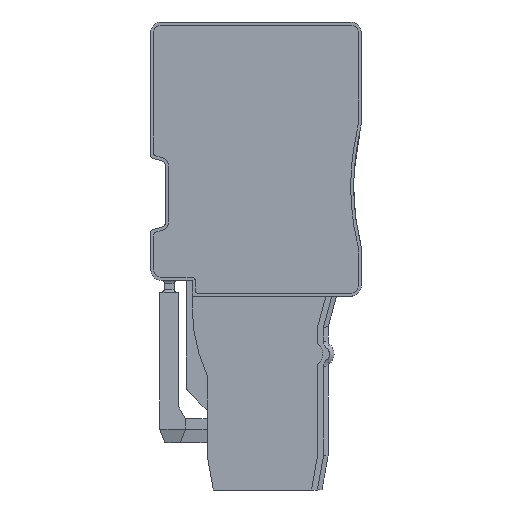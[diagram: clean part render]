
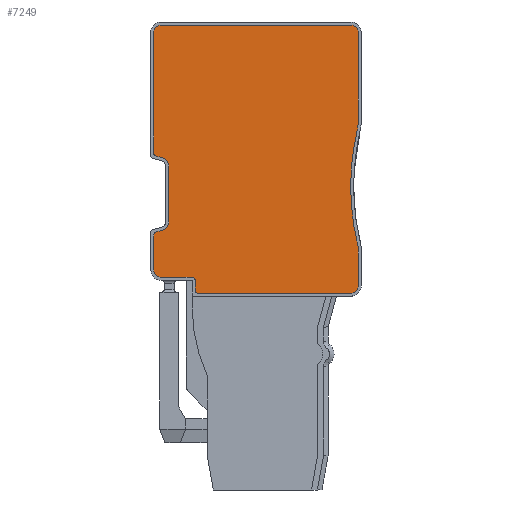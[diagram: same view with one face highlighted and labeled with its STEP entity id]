
A CAD part, left-side view. The second image highlights one B-rep face of the part: STEP entity #7249.
In plain terms, the highlighted planar face has unit normal (-1, 0, 0).
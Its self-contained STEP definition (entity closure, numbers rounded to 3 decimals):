
#2800=AXIS2_PLACEMENT_3D('Circle Axis2P3D',#2798,#2799,$) ;
#2848=AXIS2_PLACEMENT_3D('Circle Axis2P3D',#2846,#2847,$) ;
#2896=AXIS2_PLACEMENT_3D('Circle Axis2P3D',#2894,#2895,$) ;
#2969=AXIS2_PLACEMENT_3D('Circle Axis2P3D',#2967,#2968,$) ;
#2993=AXIS2_PLACEMENT_3D('Circle Axis2P3D',#2991,#2992,$) ;
#3017=AXIS2_PLACEMENT_3D('Circle Axis2P3D',#3015,#3016,$) ;
#3065=AXIS2_PLACEMENT_3D('Circle Axis2P3D',#3063,#3064,$) ;
#3113=AXIS2_PLACEMENT_3D('Circle Axis2P3D',#3111,#3112,$) ;
#3161=AXIS2_PLACEMENT_3D('Circle Axis2P3D',#3159,#3160,$) ;
#3209=AXIS2_PLACEMENT_3D('Circle Axis2P3D',#3207,#3208,$) ;
#3307=AXIS2_PLACEMENT_3D('Circle Axis2P3D',#3305,#3306,$) ;
#3355=AXIS2_PLACEMENT_3D('Circle Axis2P3D',#3353,#3354,$) ;
#7220=AXIS2_PLACEMENT_3D('Plane Axis2P3D',#7217,#7218,#7219) ;
#2771=CARTESIAN_POINT('Vertex',(0.,13.18,22.079)) ;
#2774=CARTESIAN_POINT('Line Origine',(0.,13.421,22.157)) ;
#2778=CARTESIAN_POINT('Vertex',(0.,13.662,22.235)) ;
#2798=CARTESIAN_POINT('Axis2P3D Location',(0.,13.6,22.426)) ;
#2802=CARTESIAN_POINT('Vertex',(0.,13.8,22.426)) ;
#2822=CARTESIAN_POINT('Line Origine',(0.,13.8,26.438)) ;
#2826=CARTESIAN_POINT('Vertex',(0.,13.8,30.45)) ;
#2846=CARTESIAN_POINT('Axis2P3D Location',(0.,13.3,30.45)) ;
#2850=CARTESIAN_POINT('Vertex',(0.,13.3,30.95)) ;
#2870=CARTESIAN_POINT('Line Origine',(0.,7.,30.95)) ;
#2874=CARTESIAN_POINT('Vertex',(0.,0.7,30.95)) ;
#2894=CARTESIAN_POINT('Axis2P3D Location',(0.,0.7,30.45)) ;
#2898=CARTESIAN_POINT('Vertex',(0.,0.2,30.45)) ;
#2918=CARTESIAN_POINT('Line Origine',(0.,0.2,27.5)) ;
#2922=CARTESIAN_POINT('Vertex',(0.,0.2,24.55)) ;
#2943=CARTESIAN_POINT('Control Point',(0.,0.278,23.876)) ;
#2944=CARTESIAN_POINT('Control Point',(0.,0.226,24.096)) ;
#2945=CARTESIAN_POINT('Control Point',(0.,0.2,24.323)) ;
#2946=CARTESIAN_POINT('Control Point',(0.,0.2,24.55)) ;
#2947=CARTESIAN_POINT('Vertex',(0.,0.278,23.876)) ;
#2967=CARTESIAN_POINT('Axis2P3D Location',(0.,-15.5,20.2)) ;
#2971=CARTESIAN_POINT('Vertex',(0.,0.7,20.2)) ;
#2991=CARTESIAN_POINT('Axis2P3D Location',(0.,-15.5,20.2)) ;
#2995=CARTESIAN_POINT('Vertex',(0.,0.206,16.23)) ;
#3015=CARTESIAN_POINT('Axis2P3D Location',(0.,0.4,16.181)) ;
#3019=CARTESIAN_POINT('Vertex',(0.,0.2,16.181)) ;
#3039=CARTESIAN_POINT('Line Origine',(0.,0.2,14.891)) ;
#3043=CARTESIAN_POINT('Vertex',(0.,0.2,13.6)) ;
#3063=CARTESIAN_POINT('Axis2P3D Location',(0.,0.7,13.6)) ;
#3067=CARTESIAN_POINT('Vertex',(0.,0.7,13.1)) ;
#3087=CARTESIAN_POINT('Line Origine',(0.,5.775,13.1)) ;
#3091=CARTESIAN_POINT('Vertex',(0.,10.85,13.1)) ;
#3111=CARTESIAN_POINT('Axis2P3D Location',(0.,10.85,13.3)) ;
#3115=CARTESIAN_POINT('Vertex',(0.,11.05,13.3)) ;
#3135=CARTESIAN_POINT('Line Origine',(0.,11.05,13.625)) ;
#3139=CARTESIAN_POINT('Vertex',(0.,11.05,13.95)) ;
#3159=CARTESIAN_POINT('Axis2P3D Location',(0.,11.25,13.95)) ;
#3163=CARTESIAN_POINT('Vertex',(0.,11.25,14.15)) ;
#3183=CARTESIAN_POINT('Line Origine',(0.,12.275,14.15)) ;
#3187=CARTESIAN_POINT('Vertex',(0.,13.3,14.15)) ;
#3207=CARTESIAN_POINT('Axis2P3D Location',(0.,13.3,14.65)) ;
#3211=CARTESIAN_POINT('Vertex',(0.,13.8,14.65)) ;
#3231=CARTESIAN_POINT('Line Origine',(0.,13.8,15.812)) ;
#3235=CARTESIAN_POINT('Vertex',(0.,13.8,16.974)) ;
#3256=CARTESIAN_POINT('Control Point',(0.,13.662,17.165)) ;
#3257=CARTESIAN_POINT('Control Point',(0.,13.722,17.145)) ;
#3258=CARTESIAN_POINT('Control Point',(0.,13.773,17.1)) ;
#3259=CARTESIAN_POINT('Control Point',(0.,13.8,17.037)) ;
#3260=CARTESIAN_POINT('Control Point',(0.,13.8,16.974)) ;
#3261=CARTESIAN_POINT('Vertex',(0.,13.662,17.165)) ;
#3281=CARTESIAN_POINT('Line Origine',(0.,13.421,17.243)) ;
#3285=CARTESIAN_POINT('Vertex',(0.,13.18,17.321)) ;
#3305=CARTESIAN_POINT('Axis2P3D Location',(0.,13.35,17.844)) ;
#3309=CARTESIAN_POINT('Vertex',(0.,12.8,17.844)) ;
#3329=CARTESIAN_POINT('Line Origine',(0.,12.8,19.7)) ;
#3333=CARTESIAN_POINT('Vertex',(0.,12.8,21.556)) ;
#3353=CARTESIAN_POINT('Axis2P3D Location',(0.,13.35,21.556)) ;
#7217=CARTESIAN_POINT('Axis2P3D Location',(0.,6.8,12.9)) ;
#2775=DIRECTION('Vector Direction',(0.,0.951,0.309)) ;
#2799=DIRECTION('Axis2P3D Direction',(-1.,0.,0.)) ;
#2823=DIRECTION('Vector Direction',(0.,0.,1.)) ;
#2847=DIRECTION('Axis2P3D Direction',(-1.,0.,0.)) ;
#2871=DIRECTION('Vector Direction',(0.,-1.,0.)) ;
#2895=DIRECTION('Axis2P3D Direction',(-1.,0.,0.)) ;
#2919=DIRECTION('Vector Direction',(0.,0.,-1.)) ;
#2968=DIRECTION('Axis2P3D Direction',(-1.,0.,0.)) ;
#2992=DIRECTION('Axis2P3D Direction',(-1.,0.,0.)) ;
#3016=DIRECTION('Axis2P3D Direction',(-1.,0.,0.)) ;
#3040=DIRECTION('Vector Direction',(0.,0.,-1.)) ;
#3064=DIRECTION('Axis2P3D Direction',(-1.,0.,0.)) ;
#3088=DIRECTION('Vector Direction',(0.,1.,0.)) ;
#3112=DIRECTION('Axis2P3D Direction',(-1.,0.,0.)) ;
#3136=DIRECTION('Vector Direction',(0.,0.,1.)) ;
#3160=DIRECTION('Axis2P3D Direction',(-1.,0.,0.)) ;
#3184=DIRECTION('Vector Direction',(0.,1.,0.)) ;
#3208=DIRECTION('Axis2P3D Direction',(-1.,0.,0.)) ;
#3232=DIRECTION('Vector Direction',(0.,0.,1.)) ;
#3282=DIRECTION('Vector Direction',(0.,-0.951,0.309)) ;
#3306=DIRECTION('Axis2P3D Direction',(-1.,0.,0.)) ;
#3330=DIRECTION('Vector Direction',(0.,0.,1.)) ;
#3354=DIRECTION('Axis2P3D Direction',(-1.,0.,0.)) ;
#7218=DIRECTION('Axis2P3D Direction',(1.,0.,-0.)) ;
#7219=DIRECTION('Axis2P3D XDirection',(0.,1.,0.)) ;
#2776=VECTOR('Line Direction',#2775,1.) ;
#2824=VECTOR('Line Direction',#2823,1.) ;
#2872=VECTOR('Line Direction',#2871,1.) ;
#2920=VECTOR('Line Direction',#2919,1.) ;
#3041=VECTOR('Line Direction',#3040,1.) ;
#3089=VECTOR('Line Direction',#3088,1.) ;
#3137=VECTOR('Line Direction',#3136,1.) ;
#3185=VECTOR('Line Direction',#3184,1.) ;
#3233=VECTOR('Line Direction',#3232,1.) ;
#3283=VECTOR('Line Direction',#3282,1.) ;
#3331=VECTOR('Line Direction',#3330,1.) ;
#7223=ORIENTED_EDGE('',*,*,#2780,.F.) ;
#7224=ORIENTED_EDGE('',*,*,#3357,.F.) ;
#7225=ORIENTED_EDGE('',*,*,#3335,.F.) ;
#7226=ORIENTED_EDGE('',*,*,#3311,.F.) ;
#7227=ORIENTED_EDGE('',*,*,#3287,.F.) ;
#7228=ORIENTED_EDGE('',*,*,#3263,.F.) ;
#7229=ORIENTED_EDGE('',*,*,#3237,.F.) ;
#7230=ORIENTED_EDGE('',*,*,#3213,.F.) ;
#7231=ORIENTED_EDGE('',*,*,#3189,.F.) ;
#7232=ORIENTED_EDGE('',*,*,#3165,.F.) ;
#7233=ORIENTED_EDGE('',*,*,#3141,.F.) ;
#7234=ORIENTED_EDGE('',*,*,#3117,.F.) ;
#7235=ORIENTED_EDGE('',*,*,#3093,.F.) ;
#7236=ORIENTED_EDGE('',*,*,#3069,.F.) ;
#7237=ORIENTED_EDGE('',*,*,#3045,.F.) ;
#7238=ORIENTED_EDGE('',*,*,#3021,.F.) ;
#7239=ORIENTED_EDGE('',*,*,#2997,.F.) ;
#7240=ORIENTED_EDGE('',*,*,#2973,.F.) ;
#7241=ORIENTED_EDGE('',*,*,#2949,.F.) ;
#7242=ORIENTED_EDGE('',*,*,#2924,.F.) ;
#7243=ORIENTED_EDGE('',*,*,#2900,.F.) ;
#7244=ORIENTED_EDGE('',*,*,#2876,.F.) ;
#7245=ORIENTED_EDGE('',*,*,#2852,.F.) ;
#7246=ORIENTED_EDGE('',*,*,#2828,.F.) ;
#7247=ORIENTED_EDGE('',*,*,#2804,.F.) ;
#7249=ADVANCED_FACE('Brep With Voids',(#7248),#7221,.F.) ;
#2942=B_SPLINE_CURVE_WITH_KNOTS('',3,(#2943,#2944,#2945,#2946),.UNSPECIFIED.,.F.,.U.,(4,4),(-0.34,0.34),.UNSPECIFIED.) ;
#3255=B_SPLINE_CURVE_WITH_KNOTS('',4,(#3256,#3257,#3258,#3259,#3260),.UNSPECIFIED.,.F.,.U.,(5,5),(-0.126,0.126),.UNSPECIFIED.) ;
#2801=CIRCLE('generated circle',#2800,0.2) ;
#2849=CIRCLE('generated circle',#2848,0.5) ;
#2897=CIRCLE('generated circle',#2896,0.5) ;
#2970=CIRCLE('generated circle',#2969,16.2) ;
#2994=CIRCLE('generated circle',#2993,16.2) ;
#3018=CIRCLE('generated circle',#3017,0.2) ;
#3066=CIRCLE('generated circle',#3065,0.5) ;
#3114=CIRCLE('generated circle',#3113,0.2) ;
#3162=CIRCLE('generated circle',#3161,0.2) ;
#3210=CIRCLE('generated circle',#3209,0.5) ;
#3308=CIRCLE('generated circle',#3307,0.55) ;
#3356=CIRCLE('generated circle',#3355,0.55) ;
#2780=EDGE_CURVE('',#2772,#2779,#2777,.T.) ;
#2804=EDGE_CURVE('',#2779,#2803,#2801,.F.) ;
#2828=EDGE_CURVE('',#2803,#2827,#2825,.T.) ;
#2852=EDGE_CURVE('',#2827,#2851,#2849,.F.) ;
#2876=EDGE_CURVE('',#2851,#2875,#2873,.T.) ;
#2900=EDGE_CURVE('',#2875,#2899,#2897,.F.) ;
#2924=EDGE_CURVE('',#2899,#2923,#2921,.T.) ;
#2949=EDGE_CURVE('',#2923,#2948,#2942,.F.) ;
#2973=EDGE_CURVE('',#2948,#2972,#2970,.T.) ;
#2997=EDGE_CURVE('',#2972,#2996,#2994,.T.) ;
#3021=EDGE_CURVE('',#2996,#3020,#3018,.F.) ;
#3045=EDGE_CURVE('',#3020,#3044,#3042,.T.) ;
#3069=EDGE_CURVE('',#3044,#3068,#3066,.F.) ;
#3093=EDGE_CURVE('',#3068,#3092,#3090,.T.) ;
#3117=EDGE_CURVE('',#3092,#3116,#3114,.F.) ;
#3141=EDGE_CURVE('',#3116,#3140,#3138,.T.) ;
#3165=EDGE_CURVE('',#3140,#3164,#3162,.T.) ;
#3189=EDGE_CURVE('',#3164,#3188,#3186,.T.) ;
#3213=EDGE_CURVE('',#3188,#3212,#3210,.F.) ;
#3237=EDGE_CURVE('',#3212,#3236,#3234,.T.) ;
#3263=EDGE_CURVE('',#3236,#3262,#3255,.F.) ;
#3287=EDGE_CURVE('',#3262,#3286,#3284,.T.) ;
#3311=EDGE_CURVE('',#3286,#3310,#3308,.T.) ;
#3335=EDGE_CURVE('',#3310,#3334,#3332,.T.) ;
#3357=EDGE_CURVE('',#3334,#2772,#3356,.T.) ;
#7222=EDGE_LOOP('',(#7223,#7224,#7225,#7226,#7227,#7228,#7229,#7230,#7231,#7232,#7233,#7234,#7235,#7236,#7237,#7238,#7239,#7240,#7241,#7242,#7243,#7244,#7245,#7246,#7247)) ;
#7248=FACE_OUTER_BOUND('',#7222,.T.) ;
#2777=LINE('Line',#2774,#2776) ;
#2825=LINE('Line',#2822,#2824) ;
#2873=LINE('Line',#2870,#2872) ;
#2921=LINE('Line',#2918,#2920) ;
#3042=LINE('Line',#3039,#3041) ;
#3090=LINE('Line',#3087,#3089) ;
#3138=LINE('Line',#3135,#3137) ;
#3186=LINE('Line',#3183,#3185) ;
#3234=LINE('Line',#3231,#3233) ;
#3284=LINE('Line',#3281,#3283) ;
#3332=LINE('Line',#3329,#3331) ;
#7221=PLANE('',#7220) ;
#2772=VERTEX_POINT('',#2771) ;
#2779=VERTEX_POINT('',#2778) ;
#2803=VERTEX_POINT('',#2802) ;
#2827=VERTEX_POINT('',#2826) ;
#2851=VERTEX_POINT('',#2850) ;
#2875=VERTEX_POINT('',#2874) ;
#2899=VERTEX_POINT('',#2898) ;
#2923=VERTEX_POINT('',#2922) ;
#2948=VERTEX_POINT('',#2947) ;
#2972=VERTEX_POINT('',#2971) ;
#2996=VERTEX_POINT('',#2995) ;
#3020=VERTEX_POINT('',#3019) ;
#3044=VERTEX_POINT('',#3043) ;
#3068=VERTEX_POINT('',#3067) ;
#3092=VERTEX_POINT('',#3091) ;
#3116=VERTEX_POINT('',#3115) ;
#3140=VERTEX_POINT('',#3139) ;
#3164=VERTEX_POINT('',#3163) ;
#3188=VERTEX_POINT('',#3187) ;
#3212=VERTEX_POINT('',#3211) ;
#3236=VERTEX_POINT('',#3235) ;
#3262=VERTEX_POINT('',#3261) ;
#3286=VERTEX_POINT('',#3285) ;
#3310=VERTEX_POINT('',#3309) ;
#3334=VERTEX_POINT('',#3333) ;
